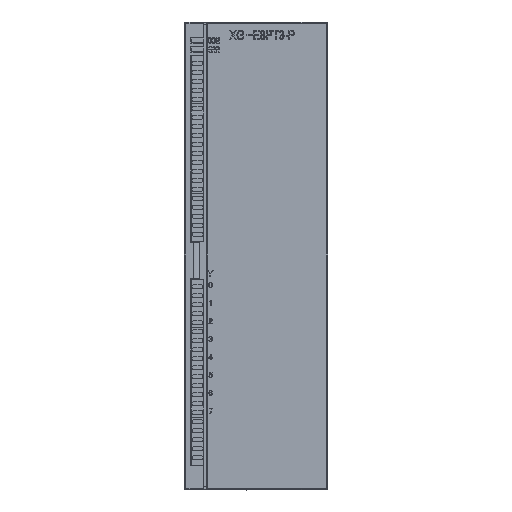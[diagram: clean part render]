
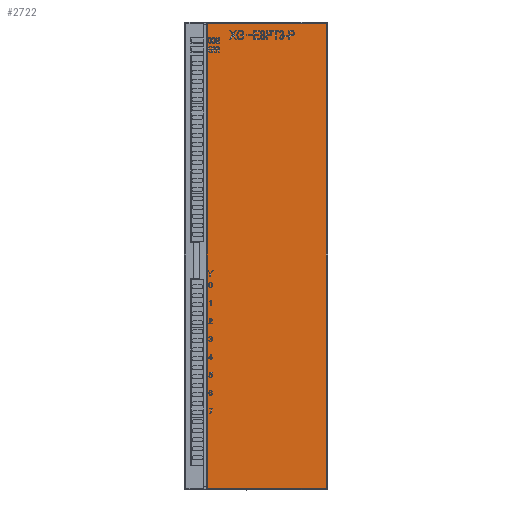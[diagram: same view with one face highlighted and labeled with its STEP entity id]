
A CAD part, front view. The second image highlights one B-rep face of the part: STEP entity #2722.
In plain terms, the highlighted free-form (B-spline) face has degree [1, 1] with [2, 2] control points.
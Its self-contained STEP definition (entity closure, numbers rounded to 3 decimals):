
#2722=ADVANCED_FACE('',(#3869),#19426,.T.);
#3869=FACE_OUTER_BOUND('',#5131,.T.);
#5131=EDGE_LOOP('',(#10996,#10997,#10998,#10999));
#10996=ORIENTED_EDGE('',*,*,#13812,.F.);
#10997=ORIENTED_EDGE('',*,*,#13794,.F.);
#10998=ORIENTED_EDGE('',*,*,#13802,.F.);
#10999=ORIENTED_EDGE('',*,*,#13780,.F.);
#13780=EDGE_CURVE('',#18988,#18989,#16841,.T.);
#13794=EDGE_CURVE('',#18997,#18996,#16850,.T.);
#13802=EDGE_CURVE('',#18989,#18997,#16855,.T.);
#13812=EDGE_CURVE('',#18996,#18988,#16863,.T.);
#16841=B_SPLINE_CURVE_WITH_KNOTS('',1,(#31823,#31824),.UNSPECIFIED.,.F.,
 .F.,(2,2),(0.,129.),.UNSPECIFIED.);
#16850=B_SPLINE_CURVE_WITH_KNOTS('',1,(#31874,#31875),.UNSPECIFIED.,.F.,
 .F.,(2,2),(0.,129.),.UNSPECIFIED.);
#16855=B_SPLINE_CURVE_WITH_KNOTS('',1,(#31897,#31898),.UNSPECIFIED.,.F.,
 .F.,(2,2),(0.,33.089),.UNSPECIFIED.);
#16863=B_SPLINE_CURVE_WITH_KNOTS('',1,(#31923,#31924),.UNSPECIFIED.,.F.,
 .F.,(2,2),(-33.089,0.),.UNSPECIFIED.);
#18988=VERTEX_POINT('',#26363);
#18989=VERTEX_POINT('',#26364);
#18996=VERTEX_POINT('',#26371);
#18997=VERTEX_POINT('',#26372);
#19426=B_SPLINE_SURFACE_WITH_KNOTS('',1,1,((#24716,#24717),(#24718,#24719)),
 .UNSPECIFIED.,.F.,.F.,.F.,(2,2),(2,2),(-3.918,37.007),
(-13.51,142.51),.UNSPECIFIED.);
#24716=CARTESIAN_POINT('',(48.523,111.84,-70.083));
#24717=CARTESIAN_POINT('',(48.523,111.84,85.936));
#24718=CARTESIAN_POINT('',(89.448,111.84,-70.083));
#24719=CARTESIAN_POINT('',(89.448,111.84,85.936));
#26363=CARTESIAN_POINT('',(52.441,111.84,-56.574));
#26364=CARTESIAN_POINT('',(52.441,111.84,72.426));
#26371=CARTESIAN_POINT('',(85.53,111.84,-56.574));
#26372=CARTESIAN_POINT('',(85.53,111.84,72.426));
#31823=CARTESIAN_POINT('',(52.441,111.84,-56.574));
#31824=CARTESIAN_POINT('',(52.441,111.84,72.426));
#31874=CARTESIAN_POINT('',(85.53,111.84,72.426));
#31875=CARTESIAN_POINT('',(85.53,111.84,-56.574));
#31897=CARTESIAN_POINT('',(52.441,111.84,72.426));
#31898=CARTESIAN_POINT('',(85.53,111.84,72.426));
#31923=CARTESIAN_POINT('',(85.53,111.84,-56.574));
#31924=CARTESIAN_POINT('',(52.441,111.84,-56.574));
